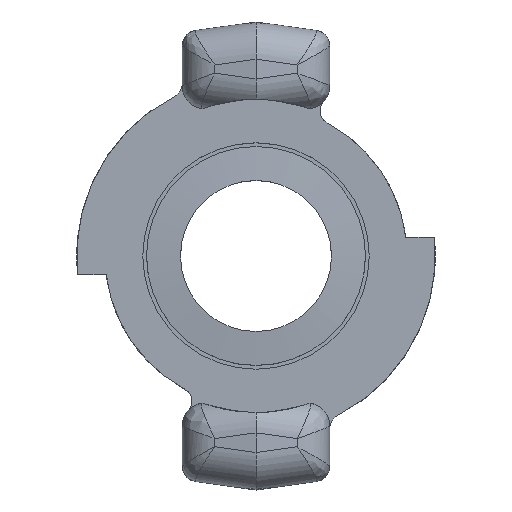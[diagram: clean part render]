
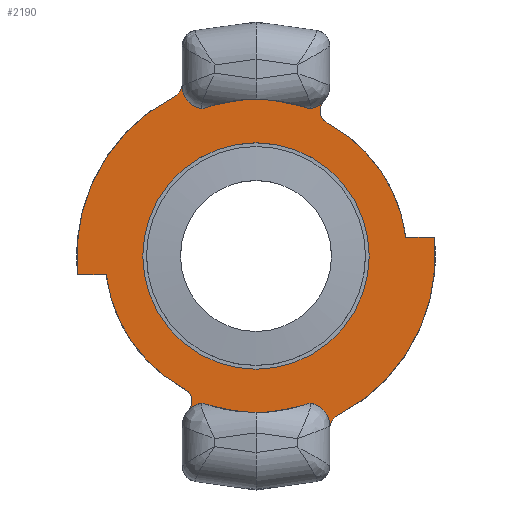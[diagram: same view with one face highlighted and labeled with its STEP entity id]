
A CAD part, top view. The second image highlights one B-rep face of the part: STEP entity #2190.
In plain terms, the highlighted planar face has unit normal (0, 0, 1).
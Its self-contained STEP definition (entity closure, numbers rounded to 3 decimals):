
#155=FACE_BOUND('',#406,.T.);
#164=PLANE('',#2383);
#278=FACE_OUTER_BOUND('',#405,.T.);
#405=EDGE_LOOP('',(#1571,#1572,#1573,#1574,#1575,#1576,#1577,#1578,#1579,
#1580,#1581,#1582,#1583,#1584,#1585,#1586,#1587,#1588));
#406=EDGE_LOOP('',(#1589,#1590));
#537=LINE('',#4178,#653);
#538=LINE('',#4182,#654);
#539=LINE('',#4187,#655);
#540=LINE('',#4193,#656);
#541=LINE('',#4197,#657);
#542=LINE('',#4202,#658);
#653=VECTOR('',#2758,10.);
#654=VECTOR('',#2761,10.);
#655=VECTOR('',#2766,10.);
#656=VECTOR('',#2771,10.);
#657=VECTOR('',#2774,10.);
#658=VECTOR('',#2779,10.);
#747=CIRCLE('',#2324,20.);
#749=CIRCLE('',#2326,20.);
#771=CIRCLE('',#2384,25.5);
#772=CIRCLE('',#2385,2.);
#773=CIRCLE('',#2386,23.75);
#774=CIRCLE('',#2387,1.835);
#775=CIRCLE('',#2388,3.);
#776=CIRCLE('',#2389,25.5);
#777=CIRCLE('',#2390,2.);
#778=CIRCLE('',#2391,23.75);
#779=CIRCLE('',#2392,1.835);
#780=CIRCLE('',#2393,3.);
#781=CIRCLE('',#2394,15.);
#782=CIRCLE('',#2395,15.);
#868=VERTEX_POINT('',#3481);
#869=VERTEX_POINT('',#3483);
#872=VERTEX_POINT('',#3507);
#873=VERTEX_POINT('',#3509);
#948=VERTEX_POINT('',#4176);
#949=VERTEX_POINT('',#4177);
#950=VERTEX_POINT('',#4179);
#951=VERTEX_POINT('',#4181);
#952=VERTEX_POINT('',#4183);
#953=VERTEX_POINT('',#4185);
#954=VERTEX_POINT('',#4188);
#955=VERTEX_POINT('',#4190);
#956=VERTEX_POINT('',#4192);
#957=VERTEX_POINT('',#4194);
#958=VERTEX_POINT('',#4196);
#959=VERTEX_POINT('',#4198);
#960=VERTEX_POINT('',#4200);
#961=VERTEX_POINT('',#4203);
#962=VERTEX_POINT('',#4206);
#963=VERTEX_POINT('',#4207);
#1082=EDGE_CURVE('',#868,#869,#747,.T.);
#1087=EDGE_CURVE('',#872,#873,#749,.T.);
#1185=EDGE_CURVE('',#948,#949,#537,.T.);
#1186=EDGE_CURVE('',#948,#950,#771,.T.);
#1187=EDGE_CURVE('',#951,#950,#538,.T.);
#1188=EDGE_CURVE('',#952,#951,#772,.T.);
#1189=EDGE_CURVE('',#953,#952,#773,.T.);
#1190=EDGE_CURVE('',#869,#953,#539,.T.);
#1191=EDGE_CURVE('',#954,#868,#774,.T.);
#1192=EDGE_CURVE('',#955,#954,#775,.T.);
#1193=EDGE_CURVE('',#956,#955,#540,.T.);
#1194=EDGE_CURVE('',#956,#957,#776,.T.);
#1195=EDGE_CURVE('',#958,#957,#541,.T.);
#1196=EDGE_CURVE('',#959,#958,#777,.T.);
#1197=EDGE_CURVE('',#960,#959,#778,.T.);
#1198=EDGE_CURVE('',#873,#960,#542,.T.);
#1199=EDGE_CURVE('',#961,#872,#779,.T.);
#1200=EDGE_CURVE('',#949,#961,#780,.T.);
#1201=EDGE_CURVE('',#962,#963,#781,.T.);
#1202=EDGE_CURVE('',#963,#962,#782,.T.);
#1571=ORIENTED_EDGE('',*,*,#1185,.F.);
#1572=ORIENTED_EDGE('',*,*,#1186,.T.);
#1573=ORIENTED_EDGE('',*,*,#1187,.F.);
#1574=ORIENTED_EDGE('',*,*,#1188,.F.);
#1575=ORIENTED_EDGE('',*,*,#1189,.F.);
#1576=ORIENTED_EDGE('',*,*,#1190,.F.);
#1577=ORIENTED_EDGE('',*,*,#1082,.F.);
#1578=ORIENTED_EDGE('',*,*,#1191,.F.);
#1579=ORIENTED_EDGE('',*,*,#1192,.F.);
#1580=ORIENTED_EDGE('',*,*,#1193,.F.);
#1581=ORIENTED_EDGE('',*,*,#1194,.T.);
#1582=ORIENTED_EDGE('',*,*,#1195,.F.);
#1583=ORIENTED_EDGE('',*,*,#1196,.F.);
#1584=ORIENTED_EDGE('',*,*,#1197,.F.);
#1585=ORIENTED_EDGE('',*,*,#1198,.F.);
#1586=ORIENTED_EDGE('',*,*,#1087,.F.);
#1587=ORIENTED_EDGE('',*,*,#1199,.F.);
#1588=ORIENTED_EDGE('',*,*,#1200,.F.);
#1589=ORIENTED_EDGE('',*,*,#1201,.F.);
#1590=ORIENTED_EDGE('',*,*,#1202,.F.);
#2190=ADVANCED_FACE('',(#278,#155),#164,.F.);
#2324=AXIS2_PLACEMENT_3D('',#3484,#2609,#2610);
#2326=AXIS2_PLACEMENT_3D('',#3510,#2615,#2616);
#2383=AXIS2_PLACEMENT_3D('',#4175,#2756,#2757);
#2384=AXIS2_PLACEMENT_3D('',#4180,#2759,#2760);
#2385=AXIS2_PLACEMENT_3D('',#4184,#2762,#2763);
#2386=AXIS2_PLACEMENT_3D('',#4186,#2764,#2765);
#2387=AXIS2_PLACEMENT_3D('',#4189,#2767,#2768);
#2388=AXIS2_PLACEMENT_3D('',#4191,#2769,#2770);
#2389=AXIS2_PLACEMENT_3D('',#4195,#2772,#2773);
#2390=AXIS2_PLACEMENT_3D('',#4199,#2775,#2776);
#2391=AXIS2_PLACEMENT_3D('',#4201,#2777,#2778);
#2392=AXIS2_PLACEMENT_3D('',#4204,#2780,#2781);
#2393=AXIS2_PLACEMENT_3D('',#4205,#2782,#2783);
#2394=AXIS2_PLACEMENT_3D('',#4208,#2784,#2785);
#2395=AXIS2_PLACEMENT_3D('',#4209,#2786,#2787);
#2609=DIRECTION('center_axis',(0.,0.,-1.));
#2610=DIRECTION('ref_axis',(0.,1.,0.));
#2615=DIRECTION('center_axis',(0.,0.,-1.));
#2616=DIRECTION('ref_axis',(0.,1.,0.));
#2756=DIRECTION('center_axis',(0.,0.,-1.));
#2757=DIRECTION('ref_axis',(-1.,0.,0.));
#2758=DIRECTION('',(0.,-1.,0.));
#2759=DIRECTION('center_axis',(0.,0.,1.));
#2760=DIRECTION('ref_axis',(-1.,0.,0.));
#2761=DIRECTION('',(0.,1.,0.));
#2762=DIRECTION('center_axis',(0.,0.,1.));
#2763=DIRECTION('ref_axis',(0.853,-0.521,0.));
#2764=DIRECTION('center_axis',(0.,0.,-1.));
#2765=DIRECTION('ref_axis',(-0.411,0.912,0.));
#2766=DIRECTION('',(-1.,0.,0.));
#2767=DIRECTION('center_axis',(0.,0.,1.));
#2768=DIRECTION('ref_axis',(0.741,-0.671,0.));
#2769=DIRECTION('center_axis',(0.,0.,-1.));
#2770=DIRECTION('ref_axis',(-0.755,0.656,0.));
#2771=DIRECTION('',(0.,1.,0.));
#2772=DIRECTION('center_axis',(0.,0.,1.));
#2773=DIRECTION('ref_axis',(-1.,0.,0.));
#2774=DIRECTION('',(0.,-1.,0.));
#2775=DIRECTION('center_axis',(0.,0.,1.));
#2776=DIRECTION('ref_axis',(-0.853,0.521,0.));
#2777=DIRECTION('center_axis',(0.,0.,-1.));
#2778=DIRECTION('ref_axis',(0.411,-0.912,0.));
#2779=DIRECTION('',(1.,0.,0.));
#2780=DIRECTION('center_axis',(0.,0.,1.));
#2781=DIRECTION('ref_axis',(-0.741,0.671,0.));
#2782=DIRECTION('center_axis',(0.,0.,-1.));
#2783=DIRECTION('ref_axis',(0.755,-0.656,0.));
#2784=DIRECTION('center_axis',(0.,0.,1.));
#2785=DIRECTION('ref_axis',(-1.,0.,0.));
#2786=DIRECTION('center_axis',(0.,0.,1.));
#2787=DIRECTION('ref_axis',(-1.,0.,0.));
#3481=CARTESIAN_POINT('',(-9.466,-17.618,-5.114));
#3483=CARTESIAN_POINT('',(-19.843,-2.5,-5.114));
#3484=CARTESIAN_POINT('Origin',(0.,0.,-5.114));
#3507=CARTESIAN_POINT('',(9.466,17.618,-5.114));
#3509=CARTESIAN_POINT('',(19.843,2.5,-5.114));
#3510=CARTESIAN_POINT('Origin',(0.,0.,-5.114));
#4175=CARTESIAN_POINT('Origin',(-20.25,0.,-5.114));
#4176=CARTESIAN_POINT('',(9.75,23.562,-5.114));
#4177=CARTESIAN_POINT('',(9.75,22.478,-5.114));
#4178=CARTESIAN_POINT('',(9.75,15.5,-5.114));
#4179=CARTESIAN_POINT('',(-9.75,23.562,-5.114));
#4180=CARTESIAN_POINT('Origin',(0.,0.,-5.114));
#4181=CARTESIAN_POINT('',(-9.75,22.913,-5.114));
#4182=CARTESIAN_POINT('',(-9.75,-15.5,-5.114));
#4183=CARTESIAN_POINT('',(-10.837,21.133,-5.114));
#4184=CARTESIAN_POINT('Origin',(-11.75,22.913,-5.114));
#4185=CARTESIAN_POINT('',(-23.618,-2.5,-5.114));
#4186=CARTESIAN_POINT('Origin',(0.,0.,-5.114));
#4187=CARTESIAN_POINT('',(-10.125,-2.5,-5.114));
#4188=CARTESIAN_POINT('',(-8.974,-20.465,-5.114));
#4189=CARTESIAN_POINT('Origin',(-10.335,-19.234,-5.114));
#4190=CARTESIAN_POINT('',(-9.75,-22.478,-5.114));
#4191=CARTESIAN_POINT('Origin',(-6.75,-22.478,-5.114));
#4192=CARTESIAN_POINT('',(-9.75,-23.562,-5.114));
#4193=CARTESIAN_POINT('',(-9.75,-15.5,-5.114));
#4194=CARTESIAN_POINT('',(9.75,-23.562,-5.114));
#4195=CARTESIAN_POINT('Origin',(0.,0.,-5.114));
#4196=CARTESIAN_POINT('',(9.75,-22.913,-5.114));
#4197=CARTESIAN_POINT('',(9.75,15.5,-5.114));
#4198=CARTESIAN_POINT('',(10.837,-21.133,-5.114));
#4199=CARTESIAN_POINT('Origin',(11.75,-22.913,-5.114));
#4200=CARTESIAN_POINT('',(23.618,2.5,-5.114));
#4201=CARTESIAN_POINT('Origin',(0.,0.,-5.114));
#4202=CARTESIAN_POINT('',(-10.125,2.5,-5.114));
#4203=CARTESIAN_POINT('',(8.974,20.465,-5.114));
#4204=CARTESIAN_POINT('Origin',(10.335,19.234,-5.114));
#4205=CARTESIAN_POINT('Origin',(6.75,22.478,-5.114));
#4206=CARTESIAN_POINT('',(-15.,0.,-5.114));
#4207=CARTESIAN_POINT('',(15.,0.,-5.114));
#4208=CARTESIAN_POINT('Origin',(0.,0.,-5.114));
#4209=CARTESIAN_POINT('Origin',(0.,0.,-5.114));
